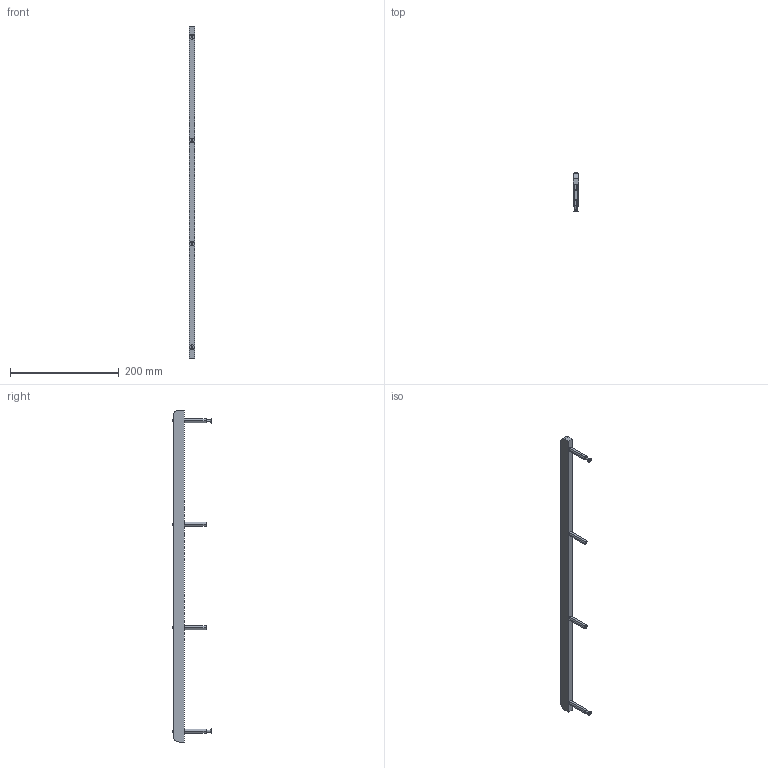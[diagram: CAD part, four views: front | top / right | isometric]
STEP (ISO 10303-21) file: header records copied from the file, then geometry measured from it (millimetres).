
FILE_DESCRIPTION (( 'STEP AP203' ), '1' );
FILE_NAME ('INGUN_115008.STEP', '2023-08-29T11:30:23', ( '' ), ( '' ), 'SwSTEP 2.0', 'SolidWorks 2021', '' );
FILE_SCHEMA (( 'CONFIG_CONTROL_DESIGN' ));
Length unit declared in the file: millimetre
Products named in the file (5): DIN7991~n_M04,0x020; ISO7380~n_M04,0x030; INGUN_115008; 115009~0_S; SKB-II~skii_M4,0x40 St
Assembly tree (11 placements, depth 2):
  INGUN_115008
    115009~0_S
    SKB-II~skii_M4,0x40 St  x4
    ISO7380~n_M04,0x030  x4
    DIN7991~n_M04,0x020  x2
Bounding box: 10 x 72 x 610 mm (x, y, z)
Volume: 128752.5 mm3; surface area: 45778.4 mm2
Topology: 11 solids, 11 shells, 308 faces, 776 edges, 492 vertices
Faces by surface type: cylinder 152, cone 88, plane 60, torus 8
Entity records: 3899 total; most frequent: CARTESIAN_POINT 611, DIRECTION 600, ORIENTED_EDGE 512, EDGE_CURVE 256, AXIS2_PLACEMENT_3D 251, VERTEX_POINT 166, CIRCLE 134, EDGE_LOOP 116
